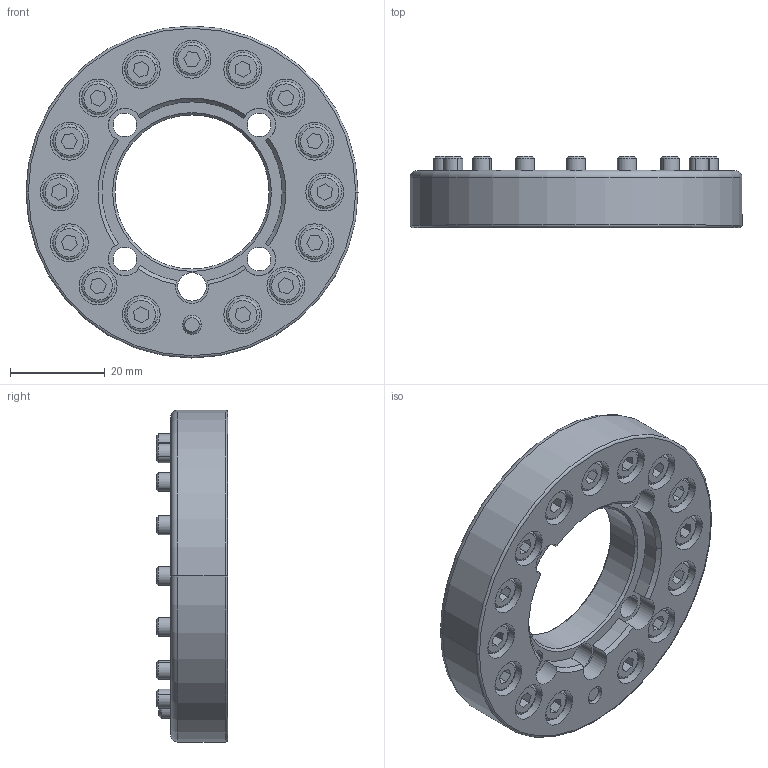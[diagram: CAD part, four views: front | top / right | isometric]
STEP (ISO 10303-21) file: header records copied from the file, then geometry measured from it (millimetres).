
FILE_DESCRIPTION (( 'STEP AP203' ), '1' );
FILE_NAME ('P0134.STEP', '2019-04-11T15:40:29', ( 'admin' ), ( '' ), 'SwSTEP 2.0', 'SolidWorks 2017', '' );
FILE_SCHEMA (( 'CONFIG_CONTROL_DESIGN' ));
Length unit declared in the file: millimetre
Products named in the file (1): P0134
Bounding box: 70 x 15 x 70 mm (x, y, z)
Volume: 27855.2 mm3; surface area: 18639.7 mm2
Topology: 17 solids, 17 shells, 421 faces, 931 edges, 592 vertices
Faces by surface type: plane 172, cylinder 159, cone 50, torus 40
Entity records: 11827 total; most frequent: DIRECTION 2212, CARTESIAN_POINT 1975, ORIENTED_EDGE 1862, EDGE_CURVE 931, AXIS2_PLACEMENT_3D 869, VERTEX_POINT 592, EDGE_LOOP 513, VECTOR 474
